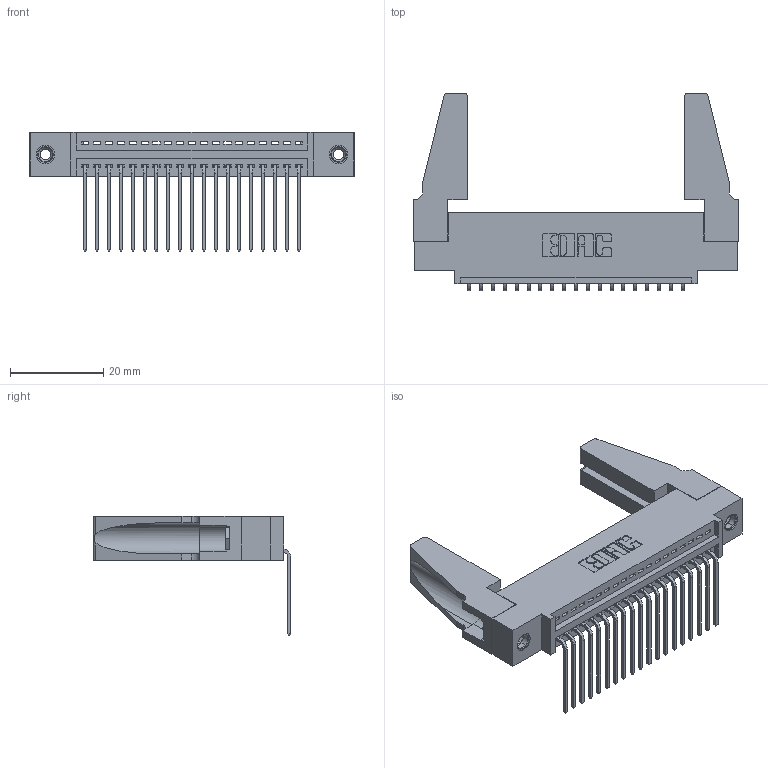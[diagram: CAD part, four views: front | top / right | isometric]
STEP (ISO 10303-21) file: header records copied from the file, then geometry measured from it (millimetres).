
FILE_DESCRIPTION (( 'STEP AP203' ), '1' );
FILE_NAME ('395-019-559-488.STEP', '2019-10-17T17:57:17', ( '' ), ( '' ), 'SwSTEP 2.0', 'SolidWorks 2016', '' );
FILE_SCHEMA (( 'CONFIG_CONTROL_DESIGN' ));
Length unit declared in the file: inch
Products named in the file (5): 345 Part_0.110 Offset - 0.156 Dia-TH; 345-292-001_558 559 Tail - 1; 345-250-001_345-250-001-102; 395-019-559-488; 345-220-078_345-220-088
Assembly tree (24 placements, depth 2):
  395-019-559-488
    345 Part_0.110 Offset - 0.156 Dia-TH
    345-292-001_558 559 Tail - 1  x19
    345-250-001_345-250-001-102  x2
    345-220-078_345-220-088  x2
Bounding box: 69.49 x 42.41 x 25.53 mm (x, y, z)
Volume: 9654.7 mm3; surface area: 11778.4 mm2
Topology: 24 solids, 24 shells, 1394 faces, 4125 edges, 2714 vertices
Faces by surface type: plane 954, cylinder 424, cone 12, torus 4
Entity records: 19760 total; most frequent: CARTESIAN_POINT 3415, ORIENTED_EDGE 3328, DIRECTION 3022, EDGE_CURVE 1664, LINE 1414, VECTOR 1414, VERTEX_POINT 1102, AXIS2_PLACEMENT_3D 804
